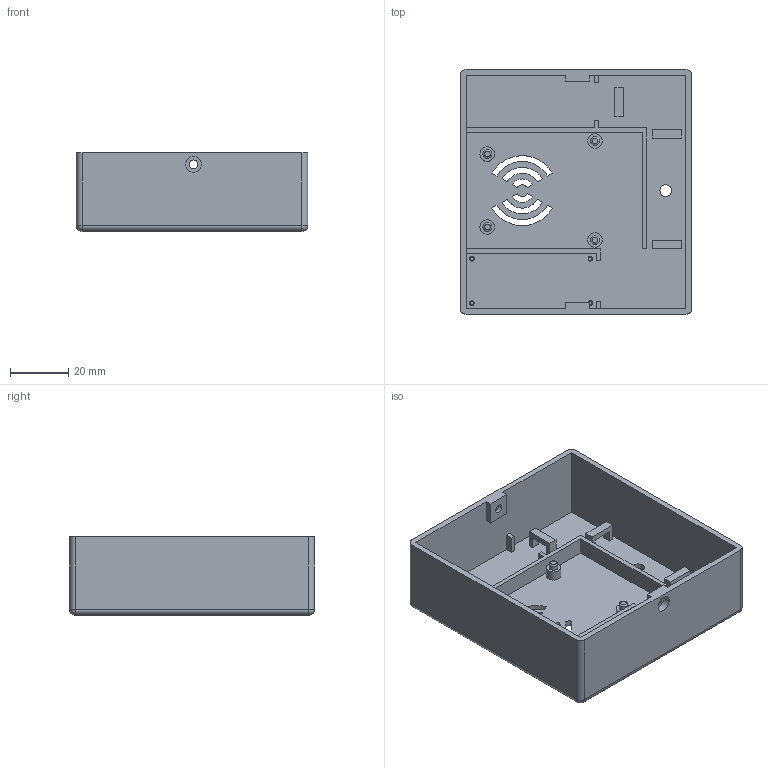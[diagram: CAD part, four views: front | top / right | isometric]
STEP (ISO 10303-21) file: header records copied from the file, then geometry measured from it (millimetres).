
FILE_DESCRIPTION(('FreeCAD Model'),'2;1');
FILE_NAME('caja rfid.step', '2021-06-21T09:16:40',('Author'),(''), 'Open CASCADE STEP processor 7.3','FreeCAD','Unknown');
FILE_SCHEMA(('AUTOMOTIVE_DESIGN { 1 0 10303 214 1 1 1 1 }'));
Length unit declared in the file: millimetre
Products named in the file (1): molde_con_pasacables
Bounding box: 79.5 x 84 x 27 mm (x, y, z)
Volume: 30772 mm3; surface area: 32645.5 mm2
Topology: 1 solids, 1 shells, 142 faces, 355 edges, 230 vertices
Faces by surface type: plane 93, cylinder 37, torus 8, sphere 4
Full cylindrical faces by diameter (mm): 1.6 x4, 3 x6, 4 x1, 5 x4, 5.4 x2
Entity records: 9907 total; most frequent: CARTESIAN_POINT 1710, DIRECTION 1322, LINE 799, VECTOR 799, ORIENTED_EDGE 710, PCURVE 710, DEFINITIONAL_REPRESENTATION 710, EDGE_CURVE 355
